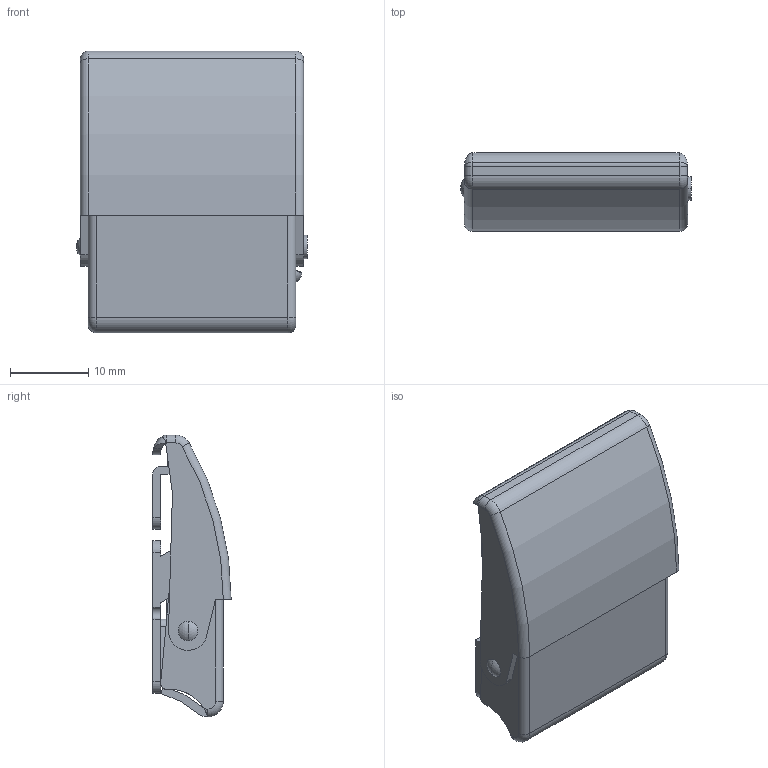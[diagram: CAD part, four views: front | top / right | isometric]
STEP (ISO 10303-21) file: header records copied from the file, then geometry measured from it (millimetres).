
FILE_DESCRIPTION (( 'STEP AP214' ), '1' );
FILE_NAME ('TL_149_2.STEP', '2018-07-10T07:19:44', ( '' ), ( '' ), 'SwSTEP 2.0', 'SolidWorks 2015', '' );
FILE_SCHEMA (( 'AUTOMOTIVE_DESIGN' ));
Length unit declared in the file: millimetre
Products named in the file (8): spring; shaft_B; shaft_A; lever; keeper; base; arm; TL_149_2
Assembly tree (7 placements, depth 2):
  TL_149_2
    arm
    base
    keeper
    lever
    shaft_A
    shaft_B
    spring
Bounding box: 29.5 x 10 x 36 mm (x, y, z)
Volume: 3005.9 mm3; surface area: 6709.1 mm2
Topology: 7 solids, 7 shells, 221 faces, 580 edges, 370 vertices
Faces by surface type: plane 99, cylinder 91, torus 15, sphere 14, bspline 2
Entity records: 7304 total; most frequent: CARTESIAN_POINT 1417, DIRECTION 1206, ORIENTED_EDGE 1152, EDGE_CURVE 576, AXIS2_PLACEMENT_3D 447, VERTEX_POINT 370, LINE 312, VECTOR 312
